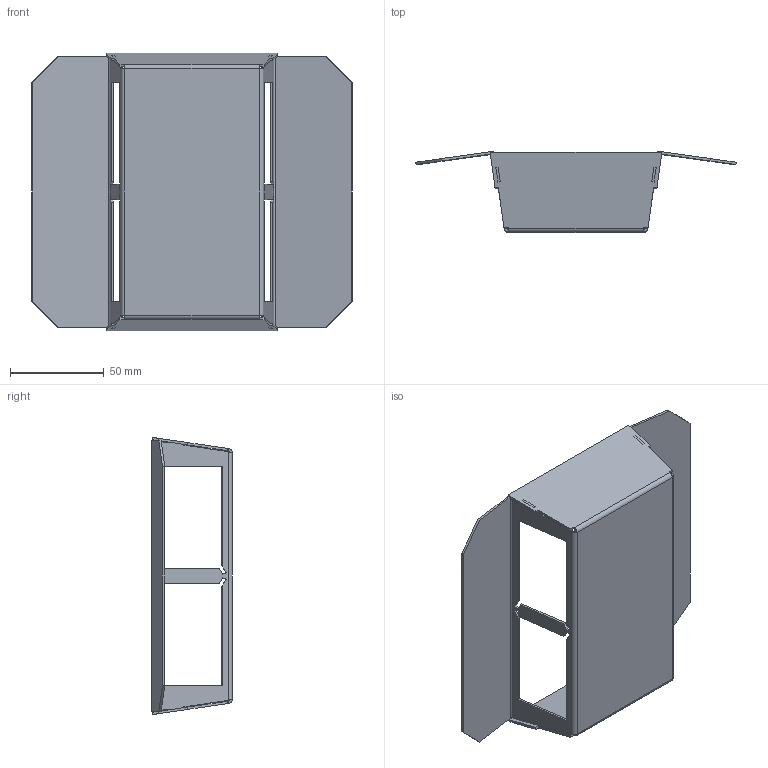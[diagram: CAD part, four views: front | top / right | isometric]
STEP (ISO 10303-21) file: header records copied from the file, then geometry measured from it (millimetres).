
FILE_DESCRIPTION((''),'2;1');
FILE_NAME('GTV4FLFQR06_ASM','2024-02-05T15:36:40',('goergem'),(''),'CREO PARAMETRIC BY PTC INC, 2022281','CREO PARAMETRIC BY PTC INC, 2022281','');
FILE_SCHEMA(('AUTOMOTIVE_DESIGN { 1 0 10303 214 1 1 1 1 }'));
Length unit declared in the file: millimetre
Products named in the file (4): T-00810_1; T-008115015_ASM_1_ASM; T-008125015_ASM_1_ASM; GTV4FLFQR06_ASM
Assembly tree (3 placements, depth 4):
  GTV4FLFQR06_ASM
    T-008125015_ASM_1_ASM
      T-008115015_ASM_1_ASM
        T-00810_1
Bounding box: 171.32 x 43.07 x 148.13 mm (x, y, z)
Volume: 41845.7 mm3; surface area: 69128.6 mm2
Topology: 1 solids, 1 shells, 146 faces, 384 edges, 240 vertices
Faces by surface type: plane 130, cylinder 12, bspline 4
Entity records: 5617 total; most frequent: CARTESIAN_POINT 1241, ORIENTED_EDGE 768, DIRECTION 762, EDGE_CURVE 384, VECTOR 352, LINE 352, VERTEX_POINT 240, COLOUR_RGB 216
